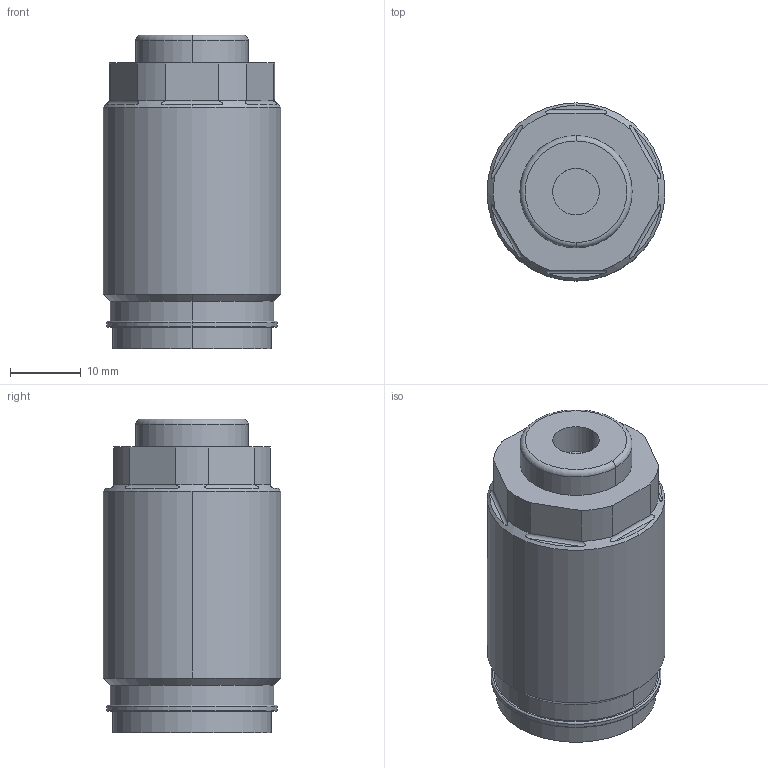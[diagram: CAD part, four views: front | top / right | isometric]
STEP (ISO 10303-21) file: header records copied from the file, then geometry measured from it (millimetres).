
FILE_DESCRIPTION((''),'2;1');
FILE_NAME('ILC10050610','2009-06-04T',('jdw'),(''),'PRO/ENGINEER BY PARAMETRIC TECHNOLOGY CORPORATION, 2007460','PRO/ENGINEER BY PARAMETRIC TECHNOLOGY CORPORATION, 2007460','');
FILE_SCHEMA(('AUTOMOTIVE_DESIGN_CC2 { 1 2 10303 214 -1 1 5 2 }'));
Length unit declared in the file: inch
Products named in the file (1): ILC10050610
Bounding box: 25.15 x 25.15 x 44.32 mm (x, y, z)
Volume: 19578.5 mm3; surface area: 4344 mm2
Topology: 1 solids, 1 shells, 52 faces, 118 edges, 72 vertices
Faces by surface type: cylinder 24, plane 18, torus 6, cone 4
Entity records: 1819 total; most frequent: CARTESIAN_POINT 464, DIRECTION 270, ORIENTED_EDGE 236, EDGE_CURVE 118, AXIS2_PLACEMENT_3D 112, COLOUR_RGB 106, VERTEX_POINT 72, CIRCLE 60
